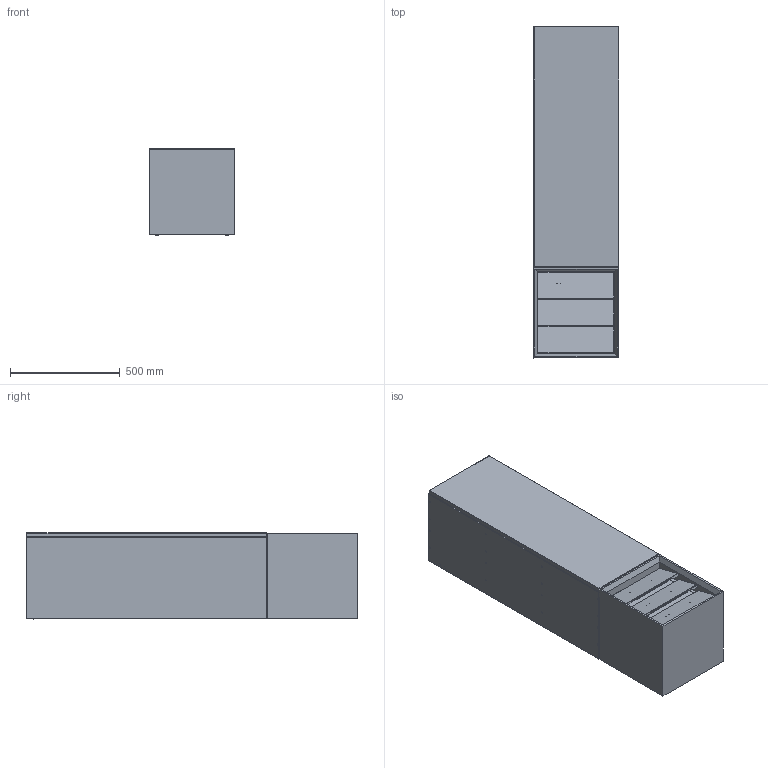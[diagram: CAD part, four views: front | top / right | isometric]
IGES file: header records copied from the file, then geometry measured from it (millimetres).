
Start section: SolidWorks IGES file using analytic representation for surfaces
Global section: file name: 61257_61258_61259_61260_61261_61262_Boy Dolap_cek.IGS; native system: SolidWorks 2016; preprocessor: SolidWorks 2016; author: halitsaltuk.yucel; date: 161229.165100; units: millimetre
Bounding box: 390 x 1512.5 x 393.2 mm (x, y, z)
Surface area: 7583271.3 mm2 (no closed solid volume)
Topology: 0 solids, 0 shells, 1616 faces, 25549 edges, 25515 vertices
Faces by surface type: revolution 819, bspline 797
